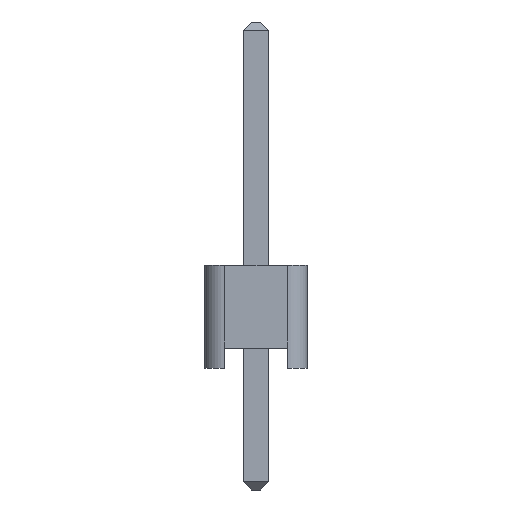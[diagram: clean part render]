
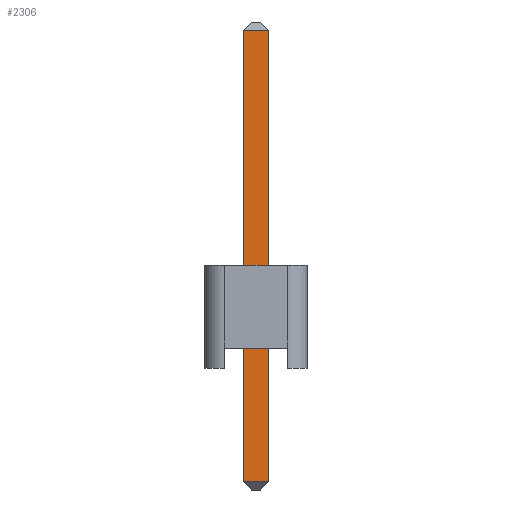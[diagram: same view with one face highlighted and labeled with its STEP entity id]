
A CAD part, left-side view. The second image highlights one B-rep face of the part: STEP entity #2306.
In plain terms, the highlighted planar face has unit normal (-1, 0, 0).
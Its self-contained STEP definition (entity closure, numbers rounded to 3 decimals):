
#2190 = EDGE_CURVE('',#2191,#2193,#2195,.T.);
#2191 = VERTEX_POINT('',#2192);
#2192 = CARTESIAN_POINT('',(-0.32,0.32,0.2));
#2193 = VERTEX_POINT('',#2194);
#2194 = CARTESIAN_POINT('',(-0.32,0.32,11.34));
#2195 = SURFACE_CURVE('',#2196,(#2200,#2212),.PCURVE_S1.);
#2196 = LINE('',#2197,#2198);
#2197 = CARTESIAN_POINT('',(-0.32,0.32,0.));
#2198 = VECTOR('',#2199,1.);
#2199 = DIRECTION('',(0.,0.,1.));
#2200 = PCURVE('',#2201,#2206);
#2201 = PLANE('',#2202);
#2202 = AXIS2_PLACEMENT_3D('',#2203,#2204,#2205);
#2203 = CARTESIAN_POINT('',(-0.32,0.32,0.));
#2204 = DIRECTION('',(0.,1.,0.));
#2205 = DIRECTION('',(1.,0.,0.));
#2206 = DEFINITIONAL_REPRESENTATION('',(#2207),#2211);
#2207 = LINE('',#2208,#2209);
#2208 = CARTESIAN_POINT('',(0.,0.));
#2209 = VECTOR('',#2210,1.);
#2210 = DIRECTION('',(0.,-1.));
#2211 = ( GEOMETRIC_REPRESENTATION_CONTEXT(2) 
PARAMETRIC_REPRESENTATION_CONTEXT() REPRESENTATION_CONTEXT('2D SPACE',''
  ) );
#2212 = PCURVE('',#2213,#2218);
#2213 = PLANE('',#2214);
#2214 = AXIS2_PLACEMENT_3D('',#2215,#2216,#2217);
#2215 = CARTESIAN_POINT('',(-0.32,-0.32,0.));
#2216 = DIRECTION('',(-1.,0.,0.));
#2217 = DIRECTION('',(0.,1.,0.));
#2218 = DEFINITIONAL_REPRESENTATION('',(#2219),#2223);
#2219 = LINE('',#2220,#2221);
#2220 = CARTESIAN_POINT('',(0.64,0.));
#2221 = VECTOR('',#2222,1.);
#2222 = DIRECTION('',(0.,-1.));
#2223 = ( GEOMETRIC_REPRESENTATION_CONTEXT(2) 
PARAMETRIC_REPRESENTATION_CONTEXT() REPRESENTATION_CONTEXT('2D SPACE',''
  ) );
#2306 = ADVANCED_FACE('',(#2307),#2213,.T.);
#2307 = FACE_BOUND('',#2308,.T.);
#2308 = EDGE_LOOP('',(#2309,#2339,#2365,#2366));
#2309 = ORIENTED_EDGE('',*,*,#2310,.T.);
#2310 = EDGE_CURVE('',#2311,#2313,#2315,.T.);
#2311 = VERTEX_POINT('',#2312);
#2312 = CARTESIAN_POINT('',(-0.32,-0.32,0.2));
#2313 = VERTEX_POINT('',#2314);
#2314 = CARTESIAN_POINT('',(-0.32,-0.32,11.34));
#2315 = SURFACE_CURVE('',#2316,(#2320,#2327),.PCURVE_S1.);
#2316 = LINE('',#2317,#2318);
#2317 = CARTESIAN_POINT('',(-0.32,-0.32,0.));
#2318 = VECTOR('',#2319,1.);
#2319 = DIRECTION('',(0.,0.,1.));
#2320 = PCURVE('',#2213,#2321);
#2321 = DEFINITIONAL_REPRESENTATION('',(#2322),#2326);
#2322 = LINE('',#2323,#2324);
#2323 = CARTESIAN_POINT('',(0.,0.));
#2324 = VECTOR('',#2325,1.);
#2325 = DIRECTION('',(0.,-1.));
#2326 = ( GEOMETRIC_REPRESENTATION_CONTEXT(2) 
PARAMETRIC_REPRESENTATION_CONTEXT() REPRESENTATION_CONTEXT('2D SPACE',''
  ) );
#2327 = PCURVE('',#2328,#2333);
#2328 = PLANE('',#2329);
#2329 = AXIS2_PLACEMENT_3D('',#2330,#2331,#2332);
#2330 = CARTESIAN_POINT('',(0.32,-0.32,0.));
#2331 = DIRECTION('',(0.,-1.,0.));
#2332 = DIRECTION('',(-1.,0.,0.));
#2333 = DEFINITIONAL_REPRESENTATION('',(#2334),#2338);
#2334 = LINE('',#2335,#2336);
#2335 = CARTESIAN_POINT('',(0.64,0.));
#2336 = VECTOR('',#2337,1.);
#2337 = DIRECTION('',(0.,-1.));
#2338 = ( GEOMETRIC_REPRESENTATION_CONTEXT(2) 
PARAMETRIC_REPRESENTATION_CONTEXT() REPRESENTATION_CONTEXT('2D SPACE',''
  ) );
#2339 = ORIENTED_EDGE('',*,*,#2340,.T.);
#2340 = EDGE_CURVE('',#2313,#2193,#2341,.T.);
#2341 = SURFACE_CURVE('',#2342,(#2346,#2353),.PCURVE_S1.);
#2342 = LINE('',#2343,#2344);
#2343 = CARTESIAN_POINT('',(-0.32,-0.32,11.34));
#2344 = VECTOR('',#2345,1.);
#2345 = DIRECTION('',(0.,1.,0.));
#2346 = PCURVE('',#2213,#2347);
#2347 = DEFINITIONAL_REPRESENTATION('',(#2348),#2352);
#2348 = LINE('',#2349,#2350);
#2349 = CARTESIAN_POINT('',(0.,-11.34));
#2350 = VECTOR('',#2351,1.);
#2351 = DIRECTION('',(1.,0.));
#2352 = ( GEOMETRIC_REPRESENTATION_CONTEXT(2) 
PARAMETRIC_REPRESENTATION_CONTEXT() REPRESENTATION_CONTEXT('2D SPACE',''
  ) );
#2353 = PCURVE('',#2354,#2359);
#2354 = PLANE('',#2355);
#2355 = AXIS2_PLACEMENT_3D('',#2356,#2357,#2358);
#2356 = CARTESIAN_POINT('',(-0.22,-0.32,11.44));
#2357 = DIRECTION('',(0.707,0.,-0.707
    ));
#2358 = DIRECTION('',(0.,1.,0.));
#2359 = DEFINITIONAL_REPRESENTATION('',(#2360),#2364);
#2360 = LINE('',#2361,#2362);
#2361 = CARTESIAN_POINT('',(0.,-0.141));
#2362 = VECTOR('',#2363,1.);
#2363 = DIRECTION('',(1.,0.));
#2364 = ( GEOMETRIC_REPRESENTATION_CONTEXT(2) 
PARAMETRIC_REPRESENTATION_CONTEXT() REPRESENTATION_CONTEXT('2D SPACE',''
  ) );
#2365 = ORIENTED_EDGE('',*,*,#2190,.F.);
#2366 = ORIENTED_EDGE('',*,*,#2367,.F.);
#2367 = EDGE_CURVE('',#2311,#2191,#2368,.T.);
#2368 = SURFACE_CURVE('',#2369,(#2373,#2380),.PCURVE_S1.);
#2369 = LINE('',#2370,#2371);
#2370 = CARTESIAN_POINT('',(-0.32,-0.32,0.2));
#2371 = VECTOR('',#2372,1.);
#2372 = DIRECTION('',(0.,1.,0.));
#2373 = PCURVE('',#2213,#2374);
#2374 = DEFINITIONAL_REPRESENTATION('',(#2375),#2379);
#2375 = LINE('',#2376,#2377);
#2376 = CARTESIAN_POINT('',(0.,-0.2));
#2377 = VECTOR('',#2378,1.);
#2378 = DIRECTION('',(1.,0.));
#2379 = ( GEOMETRIC_REPRESENTATION_CONTEXT(2) 
PARAMETRIC_REPRESENTATION_CONTEXT() REPRESENTATION_CONTEXT('2D SPACE',''
  ) );
#2380 = PCURVE('',#2381,#2386);
#2381 = PLANE('',#2382);
#2382 = AXIS2_PLACEMENT_3D('',#2383,#2384,#2385);
#2383 = CARTESIAN_POINT('',(-0.22,-0.32,0.1));
#2384 = DIRECTION('',(-0.707,0.,-0.707));
#2385 = DIRECTION('',(0.,1.,0.));
#2386 = DEFINITIONAL_REPRESENTATION('',(#2387),#2391);
#2387 = LINE('',#2388,#2389);
#2388 = CARTESIAN_POINT('',(0.,-0.141));
#2389 = VECTOR('',#2390,1.);
#2390 = DIRECTION('',(1.,0.));
#2391 = ( GEOMETRIC_REPRESENTATION_CONTEXT(2) 
PARAMETRIC_REPRESENTATION_CONTEXT() REPRESENTATION_CONTEXT('2D SPACE',''
  ) );
